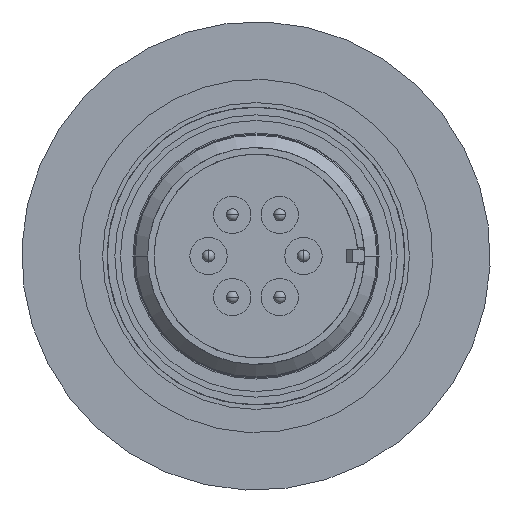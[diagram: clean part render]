
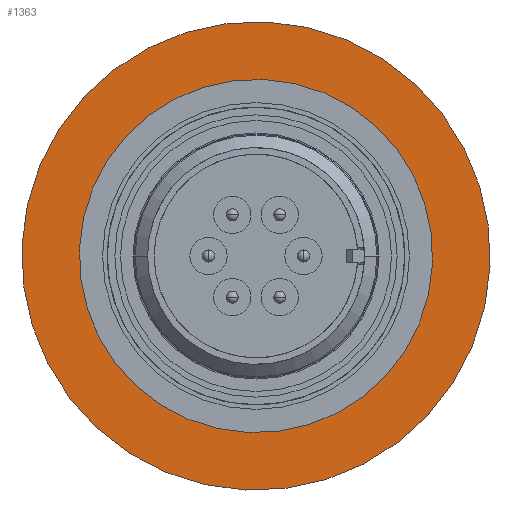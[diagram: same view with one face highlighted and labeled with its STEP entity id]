
A CAD part, front view. The second image highlights one B-rep face of the part: STEP entity #1363.
In plain terms, the highlighted planar face has unit normal (0, -1, 0).
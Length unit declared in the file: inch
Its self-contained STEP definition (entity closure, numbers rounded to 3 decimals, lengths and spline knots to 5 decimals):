
#1363 = ADVANCED_FACE ( 'NONE', ( #13428, #13432 ), #5788, .T. ) ;
#4237 = CARTESIAN_POINT ( 'NONE',  ( -0.00713, 1.993, -0.23645 ) ) ;
#4291 = CARTESIAN_POINT ( 'NONE',  ( -2.11582, 1.993, 0.23645 ) ) ;
#4325 = CARTESIAN_POINT ( 'NONE',  ( -1.85672, 1.993, 0.17834 ) ) ;
#4368 = CARTESIAN_POINT ( 'NONE',  ( -0.26622, 1.993, -0.17834 ) ) ;
#5776 = DIRECTION ( 'NONE',  ( -0.976, 0., 0.219 ) ) ;
#5781 = DIRECTION ( 'NONE',  ( 0., -1., 0. ) ) ;
#5784 = CARTESIAN_POINT ( 'NONE',  ( -1.06147, 1.993, 0. ) ) ;
#5788 = PLANE ( 'NONE',  #9295 ) ;
#6145 = EDGE_CURVE ( 'NONE', #13960, #14003, #10651, .T. ) ;
#6150 = EDGE_CURVE ( 'NONE', #13872, #13926, #10655, .T. ) ;
#6166 = EDGE_CURVE ( 'NONE', #14003, #13960, #11174, .T. ) ;
#6167 = EDGE_CURVE ( 'NONE', #13926, #13872, #11175, .T. ) ;
#8230 = CARTESIAN_POINT ( 'NONE',  ( -1.06147, 1.993, 0. ) ) ;
#8231 = DIRECTION ( 'NONE',  ( 0., 1., 0. ) ) ;
#8232 = DIRECTION ( 'NONE',  ( 0.976, 0., -0.219 ) ) ;
#8245 = CARTESIAN_POINT ( 'NONE',  ( -1.06147, 1.993, 0. ) ) ;
#8246 = DIRECTION ( 'NONE',  ( 0., 1., 0. ) ) ;
#8247 = DIRECTION ( 'NONE',  ( 0.976, 0., -0.219 ) ) ;
#8285 = CARTESIAN_POINT ( 'NONE',  ( -1.06147, 1.993, 0. ) ) ;
#8286 = DIRECTION ( 'NONE',  ( 0., 1., 0. ) ) ;
#8287 = DIRECTION ( 'NONE',  ( 0.976, 0., -0.219 ) ) ;
#8288 = CARTESIAN_POINT ( 'NONE',  ( -1.06147, 1.993, 0. ) ) ;
#8289 = DIRECTION ( 'NONE',  ( 0., 1., 0. ) ) ;
#8290 = DIRECTION ( 'NONE',  ( 0.976, 0., -0.219 ) ) ;
#9295 = AXIS2_PLACEMENT_3D ( 'NONE', #5784, #5781, #5776 ) ;
#9747 = AXIS2_PLACEMENT_3D ( 'NONE', #8288, #8289, #8290 ) ;
#9748 = AXIS2_PLACEMENT_3D ( 'NONE', #8285, #8286, #8287 ) ;
#9758 = AXIS2_PLACEMENT_3D ( 'NONE', #8245, #8246, #8247 ) ;
#9762 = AXIS2_PLACEMENT_3D ( 'NONE', #8230, #8231, #8232 ) ;
#10651 = CIRCLE ( 'NONE', #9762, 0.815 ) ;
#10655 = CIRCLE ( 'NONE', #9758, 1.08053 ) ;
#11174 = CIRCLE ( 'NONE', #9748, 0.815 ) ;
#11175 = CIRCLE ( 'NONE', #9747, 1.08053 ) ;
#11784 = ORIENTED_EDGE ( 'NONE', *, *, #6167, .F. ) ;
#11785 = ORIENTED_EDGE ( 'NONE', *, *, #6150, .F. ) ;
#11786 = ORIENTED_EDGE ( 'NONE', *, *, #6145, .T. ) ;
#11787 = ORIENTED_EDGE ( 'NONE', *, *, #6166, .T. ) ;
#12237 = EDGE_LOOP ( 'NONE', ( #11787, #11786 ) ) ;
#12238 = EDGE_LOOP ( 'NONE', ( #11785, #11784 ) ) ;
#13428 = FACE_BOUND ( 'NONE', #12237, .T. ) ;
#13432 = FACE_OUTER_BOUND ( 'NONE', #12238, .T. ) ;
#13872 = VERTEX_POINT ( 'NONE', #4237 ) ;
#13926 = VERTEX_POINT ( 'NONE', #4291 ) ;
#13960 = VERTEX_POINT ( 'NONE', #4325 ) ;
#14003 = VERTEX_POINT ( 'NONE', #4368 ) ;
